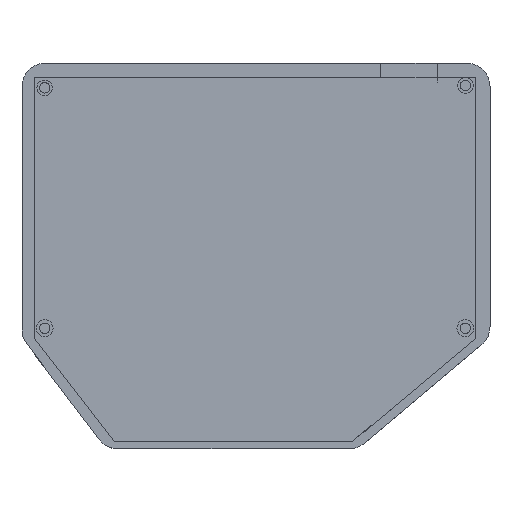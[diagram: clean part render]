
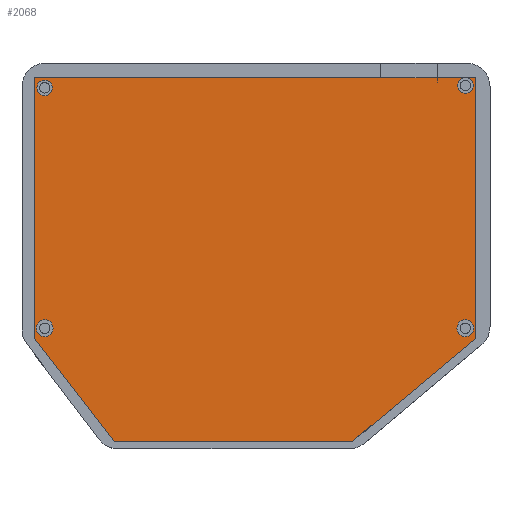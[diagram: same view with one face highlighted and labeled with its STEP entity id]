
A CAD part, top view. The second image highlights one B-rep face of the part: STEP entity #2068.
In plain terms, the highlighted planar face has unit normal (0, 0, 1).
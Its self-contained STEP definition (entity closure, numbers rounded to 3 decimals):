
#68=CIRCLE('',#2195,3.);
#72=CIRCLE('',#2203,3.);
#74=CIRCLE('',#2207,3.25);
#80=CIRCLE('',#2219,3.25);
#268=ORIENTED_EDGE('',*,*,#852,.F.);
#269=ORIENTED_EDGE('',*,*,#856,.F.);
#270=ORIENTED_EDGE('',*,*,#858,.F.);
#271=ORIENTED_EDGE('',*,*,#864,.F.);
#272=ORIENTED_EDGE('',*,*,#866,.F.);
#273=ORIENTED_EDGE('',*,*,#867,.T.);
#274=ORIENTED_EDGE('',*,*,#868,.T.);
#275=ORIENTED_EDGE('',*,*,#869,.T.);
#276=ORIENTED_EDGE('',*,*,#870,.T.);
#277=ORIENTED_EDGE('',*,*,#871,.T.);
#278=ORIENTED_EDGE('',*,*,#872,.T.);
#279=ORIENTED_EDGE('',*,*,#873,.T.);
#280=ORIENTED_EDGE('',*,*,#874,.T.);
#281=ORIENTED_EDGE('',*,*,#875,.T.);
#282=ORIENTED_EDGE('',*,*,#876,.F.);
#852=EDGE_CURVE('',#1157,#1157,#68,.T.);
#856=EDGE_CURVE('',#1161,#1161,#72,.T.);
#858=EDGE_CURVE('',#1163,#1163,#74,.T.);
#864=EDGE_CURVE('',#1169,#1169,#80,.T.);
#866=EDGE_CURVE('',#1171,#1172,#1326,.T.);
#867=EDGE_CURVE('',#1171,#1173,#1327,.T.);
#868=EDGE_CURVE('',#1173,#1174,#1328,.T.);
#869=EDGE_CURVE('',#1174,#1175,#1329,.T.);
#870=EDGE_CURVE('',#1175,#1176,#1330,.T.);
#871=EDGE_CURVE('',#1176,#1177,#1331,.T.);
#872=EDGE_CURVE('',#1177,#1178,#1332,.T.);
#873=EDGE_CURVE('',#1178,#1179,#1333,.T.);
#874=EDGE_CURVE('',#1179,#1180,#1334,.T.);
#875=EDGE_CURVE('',#1180,#1181,#1335,.T.);
#876=EDGE_CURVE('',#1172,#1181,#1336,.T.);
#1157=VERTEX_POINT('',#2987);
#1161=VERTEX_POINT('',#2999);
#1163=VERTEX_POINT('',#3005);
#1169=VERTEX_POINT('',#3023);
#1171=VERTEX_POINT('',#3029);
#1172=VERTEX_POINT('',#3030);
#1173=VERTEX_POINT('',#3032);
#1174=VERTEX_POINT('',#3034);
#1175=VERTEX_POINT('',#3036);
#1176=VERTEX_POINT('',#3038);
#1177=VERTEX_POINT('',#3040);
#1178=VERTEX_POINT('',#3042);
#1179=VERTEX_POINT('',#3044);
#1180=VERTEX_POINT('',#3046);
#1181=VERTEX_POINT('',#3048);
#1326=LINE('',#3028,#1537);
#1327=LINE('',#3031,#1538);
#1328=LINE('',#3033,#1539);
#1329=LINE('',#3035,#1540);
#1330=LINE('',#3037,#1541);
#1331=LINE('',#3039,#1542);
#1332=LINE('',#3041,#1543);
#1333=LINE('',#3043,#1544);
#1334=LINE('',#3045,#1545);
#1335=LINE('',#3047,#1546);
#1336=LINE('',#3049,#1547);
#1537=VECTOR('',#2432,1000.);
#1538=VECTOR('',#2433,1000.);
#1539=VECTOR('',#2434,1000.);
#1540=VECTOR('',#2435,1000.);
#1541=VECTOR('',#2436,1000.);
#1542=VECTOR('',#2437,1000.);
#1543=VECTOR('',#2438,1000.);
#1544=VECTOR('',#2439,1000.);
#1545=VECTOR('',#2440,1000.);
#1546=VECTOR('',#2441,1000.);
#1547=VECTOR('',#2442,1000.);
#1734=EDGE_LOOP('',(#268));
#1735=EDGE_LOOP('',(#269));
#1736=EDGE_LOOP('',(#270));
#1737=EDGE_LOOP('',(#271));
#1738=EDGE_LOOP('',(#272,#273,#274,#275,#276,#277,#278,#279,#280,#281,#282));
#1875=FACE_BOUND('',#1734,.T.);
#1876=FACE_BOUND('',#1735,.T.);
#1877=FACE_BOUND('',#1736,.T.);
#1878=FACE_BOUND('',#1737,.T.);
#1879=FACE_BOUND('',#1738,.T.);
#1989=PLANE('',#2222);
#2068=ADVANCED_FACE('',(#1875,#1876,#1877,#1878,#1879),#1989,.T.);
#2195=AXIS2_PLACEMENT_3D('',#2986,#2376,#2377);
#2203=AXIS2_PLACEMENT_3D('',#2998,#2392,#2393);
#2207=AXIS2_PLACEMENT_3D('',#3004,#2400,#2401);
#2219=AXIS2_PLACEMENT_3D('',#3022,#2424,#2425);
#2222=AXIS2_PLACEMENT_3D('',#3027,#2430,#2431);
#2376=DIRECTION('',(0.,0.,1.));
#2377=DIRECTION('',(1.,0.,0.));
#2392=DIRECTION('',(0.,0.,1.));
#2393=DIRECTION('',(1.,0.,0.));
#2400=DIRECTION('',(0.,0.,1.));
#2401=DIRECTION('',(1.,0.,0.));
#2424=DIRECTION('',(0.,0.,1.));
#2425=DIRECTION('',(1.,0.,0.));
#2430=DIRECTION('',(0.,0.,1.));
#2431=DIRECTION('',(1.,0.,0.));
#2432=DIRECTION('',(0.,-1.,0.));
#2433=DIRECTION('',(-1.,0.,0.));
#2434=DIRECTION('',(0.,-1.,0.));
#2435=DIRECTION('',(0.613,-0.79,0.));
#2436=DIRECTION('',(0.613,-0.79,0.));
#2437=DIRECTION('',(1.,0.,0.));
#2438=DIRECTION('',(0.768,0.64,0.));
#2439=DIRECTION('',(0.,1.,0.));
#2440=DIRECTION('',(-1.,0.,0.));
#2441=DIRECTION('',(0.,-1.,0.));
#2442=DIRECTION('',(1.,0.,0.));
#2986=CARTESIAN_POINT('',(81.475,67.047,7.));
#2987=CARTESIAN_POINT('',(84.475,67.047,7.));
#2998=CARTESIAN_POINT('',(-81.472,66.143,7.));
#2999=CARTESIAN_POINT('',(-78.472,66.143,7.));
#3004=CARTESIAN_POINT('',(-81.478,-26.949,7.));
#3005=CARTESIAN_POINT('',(-78.228,-26.949,7.));
#3022=CARTESIAN_POINT('',(81.455,-26.951,7.));
#3023=CARTESIAN_POINT('',(84.705,-26.951,7.));
#3027=CARTESIAN_POINT('',(-3.747,6.144,7.));
#3028=CARTESIAN_POINT('',(70.541,68.327,7.));
#3029=CARTESIAN_POINT('',(70.541,70.096,7.));
#3030=CARTESIAN_POINT('',(70.541,68.414,7.));
#3031=CARTESIAN_POINT('',(-3.747,70.096,7.));
#3032=CARTESIAN_POINT('',(-85.458,70.096,7.));
#3033=CARTESIAN_POINT('',(-85.458,19.555,7.));
#3034=CARTESIAN_POINT('',(-85.458,-30.985,7.));
#3035=CARTESIAN_POINT('',(-69.967,-50.973,7.));
#3036=CARTESIAN_POINT('',(-85.451,-30.994,7.));
#3037=CARTESIAN_POINT('',(-69.967,-50.973,7.));
#3038=CARTESIAN_POINT('',(-54.477,-70.961,7.));
#3039=CARTESIAN_POINT('',(-8.497,-70.961,7.));
#3040=CARTESIAN_POINT('',(37.483,-70.961,7.));
#3041=CARTESIAN_POINT('',(61.471,-50.971,7.));
#3042=CARTESIAN_POINT('',(85.458,-30.982,7.));
#3043=CARTESIAN_POINT('',(85.458,19.989,7.));
#3044=CARTESIAN_POINT('',(85.458,70.096,7.));
#3045=CARTESIAN_POINT('',(-3.747,70.096,7.));
#3046=CARTESIAN_POINT('',(70.575,70.096,7.));
#3047=CARTESIAN_POINT('',(70.578,6.144,7.));
#3048=CARTESIAN_POINT('',(70.578,68.414,7.));
#3049=CARTESIAN_POINT('',(-3.747,68.414,7.));
